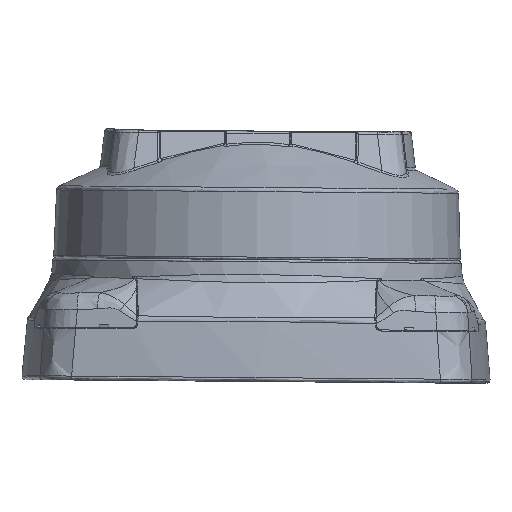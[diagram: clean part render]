
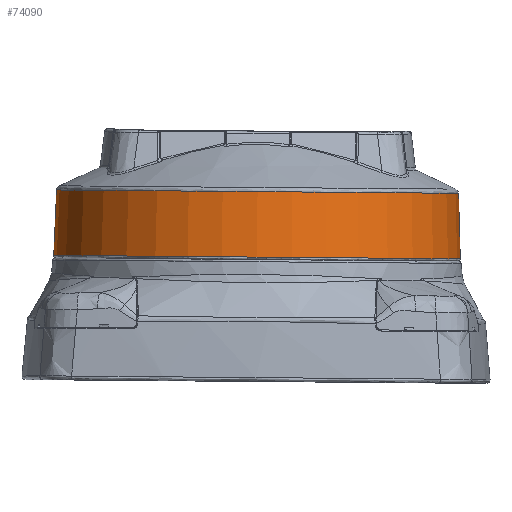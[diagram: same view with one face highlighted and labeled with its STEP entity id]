
A CAD part, left-side view. The second image highlights one B-rep face of the part: STEP entity #74090.
In plain terms, the highlighted conical face has half-angle 2 degrees and reference radius 84.999 mm.
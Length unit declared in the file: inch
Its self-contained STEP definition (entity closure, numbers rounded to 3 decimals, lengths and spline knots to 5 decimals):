
#1526 = DIRECTION ( 'NONE',  ( 1., 0., 0. ) ) ;
#4612 = DIRECTION ( 'NONE',  ( 0., 0.004, -1. ) ) ;
#7434 = VERTEX_POINT ( 'NONE', #32577 ) ;
#8248 = DIRECTION ( 'NONE',  ( 0., 0.004, -1. ) ) ;
#10383 = ORIENTED_EDGE ( 'NONE', *, *, #20869, .F. ) ;
#13307 = CARTESIAN_POINT ( 'NONE',  ( -0.00001, -0.01043, -0.01359 ) ) ;
#16271 = EDGE_CURVE ( 'NONE', #7434, #7434, #42419, .T. ) ;
#16993 = AXIS2_PLACEMENT_3D ( 'NONE', #49835, #4612, #43145 ) ;
#17841 = EDGE_LOOP ( 'NONE', ( #27722 ) ) ;
#20869 = EDGE_CURVE ( 'NONE', #38874, #38874, #56690, .T. ) ;
#23869 = CARTESIAN_POINT ( 'NONE',  ( 3.34639, -0.01043, -0.01359 ) ) ;
#27069 = DIRECTION ( 'NONE',  ( 0., 0.004, -1. ) ) ;
#27722 = ORIENTED_EDGE ( 'NONE', *, *, #16271, .T. ) ;
#32577 = CARTESIAN_POINT ( 'NONE',  ( 3.30876, -0.01491, 1.06394 ) ) ;
#32595 = AXIS2_PLACEMENT_3D ( 'NONE', #40461, #27069, #1526 ) ;
#38874 = VERTEX_POINT ( 'NONE', #23869 ) ;
#39276 = DIRECTION ( 'NONE',  ( 0., 1., 0.004 ) ) ;
#40461 = CARTESIAN_POINT ( 'NONE',  ( -0.00001, -0.01043, -0.01359 ) ) ;
#42419 = CIRCLE ( 'NONE', #16993, 3.30877 ) ;
#43145 = DIRECTION ( 'NONE',  ( 1., 0., 0. ) ) ;
#45557 = FACE_OUTER_BOUND ( 'NONE', #71024, .T. ) ;
#46764 = FACE_BOUND ( 'NONE', #17841, .T. ) ;
#49835 = CARTESIAN_POINT ( 'NONE',  ( -0.00001, -0.01491, 1.06394 ) ) ;
#56690 = CIRCLE ( 'NONE', #32595, 3.3464 ) ;
#65701 = AXIS2_PLACEMENT_3D ( 'NONE', #13307, #8248, #39276 ) ;
#67070 = CONICAL_SURFACE ( 'NONE', #65701, 3.3464, 0.035 ) ;
#71024 = EDGE_LOOP ( 'NONE', ( #10383 ) ) ;
#74090 = ADVANCED_FACE ( 'NONE', ( #46764, #45557 ), #67070, .T. ) ;
